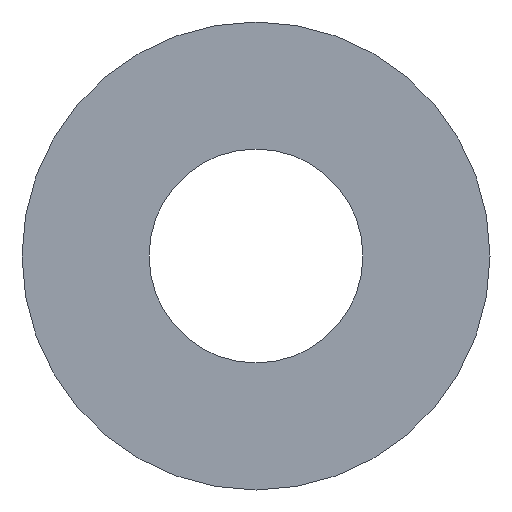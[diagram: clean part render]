
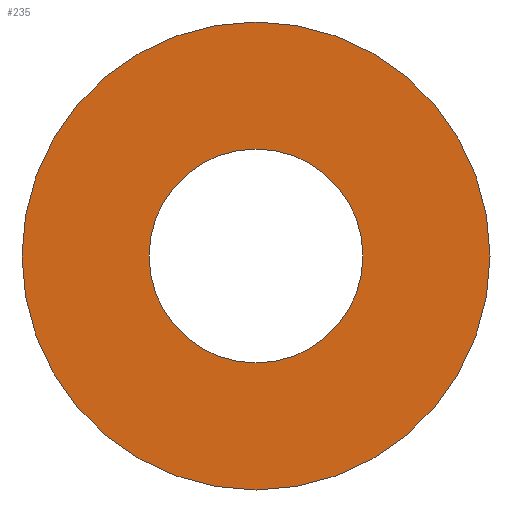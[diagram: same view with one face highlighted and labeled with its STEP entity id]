
A CAD part, front view. The second image highlights one B-rep face of the part: STEP entity #235.
In plain terms, the highlighted planar face has unit normal (0, -1, 0).
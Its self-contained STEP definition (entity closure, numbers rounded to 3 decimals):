
#1 = VERTEX_POINT ( 'NONE', #183 ) ;
#19 = CIRCLE ( 'NONE', #121, 1.75 ) ;
#21 = EDGE_CURVE ( 'NONE', #211, #1, #137, .T. ) ;
#43 = FACE_BOUND ( 'NONE', #99, .T. ) ;
#47 = DIRECTION ( 'NONE',  ( 0., 0., -1. ) ) ;
#52 = EDGE_CURVE ( 'NONE', #139, #214, #19, .T. ) ;
#61 = ORIENTED_EDGE ( 'NONE', *, *, #52, .T. ) ;
#71 = CARTESIAN_POINT ( 'NONE',  ( 0., 0., 0. ) ) ;
#77 = ORIENTED_EDGE ( 'NONE', *, *, #21, .T. ) ;
#80 = CARTESIAN_POINT ( 'NONE',  ( 0., 0., 0. ) ) ;
#90 = DIRECTION ( 'NONE',  ( 0., -1., 0. ) ) ;
#91 = DIRECTION ( 'NONE',  ( 0., -1., 0. ) ) ;
#93 = AXIS2_PLACEMENT_3D ( 'NONE', #97, #91, #151 ) ;
#97 = CARTESIAN_POINT ( 'NONE',  ( 0., 0., 0. ) ) ;
#99 = EDGE_LOOP ( 'NONE', ( #77, #218 ) ) ;
#101 = AXIS2_PLACEMENT_3D ( 'NONE', #80, #162, #228 ) ;
#103 = PLANE ( 'NONE',  #101 ) ;
#116 = DIRECTION ( 'NONE',  ( 0., 1., 0. ) ) ;
#121 = AXIS2_PLACEMENT_3D ( 'NONE', #71, #90, #47 ) ;
#134 = CARTESIAN_POINT ( 'NONE',  ( 0., 0., -1.75 ) ) ;
#137 = CIRCLE ( 'NONE', #148, 0.8 ) ;
#139 = VERTEX_POINT ( 'NONE', #193 ) ;
#143 = FACE_OUTER_BOUND ( 'NONE', #240, .T. ) ;
#147 = EDGE_CURVE ( 'NONE', #214, #139, #170, .T. ) ;
#148 = AXIS2_PLACEMENT_3D ( 'NONE', #167, #232, #163 ) ;
#149 = CIRCLE ( 'NONE', #159, 0.8 ) ;
#151 = DIRECTION ( 'NONE',  ( 0., 0., -1. ) ) ;
#159 = AXIS2_PLACEMENT_3D ( 'NONE', #210, #116, #177 ) ;
#162 = DIRECTION ( 'NONE',  ( 0., 1., 0. ) ) ;
#163 = DIRECTION ( 'NONE',  ( 0., 0., 1. ) ) ;
#167 = CARTESIAN_POINT ( 'NONE',  ( 0., 0., 0. ) ) ;
#170 = CIRCLE ( 'NONE', #93, 1.75 ) ;
#172 = CARTESIAN_POINT ( 'NONE',  ( 0., 0., 0.8 ) ) ;
#177 = DIRECTION ( 'NONE',  ( 0., 0., 1. ) ) ;
#183 = CARTESIAN_POINT ( 'NONE',  ( 0., 0., -0.8 ) ) ;
#193 = CARTESIAN_POINT ( 'NONE',  ( 0., 0., 1.75 ) ) ;
#196 = ORIENTED_EDGE ( 'NONE', *, *, #147, .T. ) ;
#210 = CARTESIAN_POINT ( 'NONE',  ( 0., 0., 0. ) ) ;
#211 = VERTEX_POINT ( 'NONE', #172 ) ;
#214 = VERTEX_POINT ( 'NONE', #134 ) ;
#217 = EDGE_CURVE ( 'NONE', #1, #211, #149, .T. ) ;
#218 = ORIENTED_EDGE ( 'NONE', *, *, #217, .T. ) ;
#228 = DIRECTION ( 'NONE',  ( 0., 0., 1. ) ) ;
#232 = DIRECTION ( 'NONE',  ( 0., 1., 0. ) ) ;
#235 = ADVANCED_FACE ( 'NONE', ( #43, #143 ), #103, .F. ) ;
#240 = EDGE_LOOP ( 'NONE', ( #196, #61 ) ) ;
